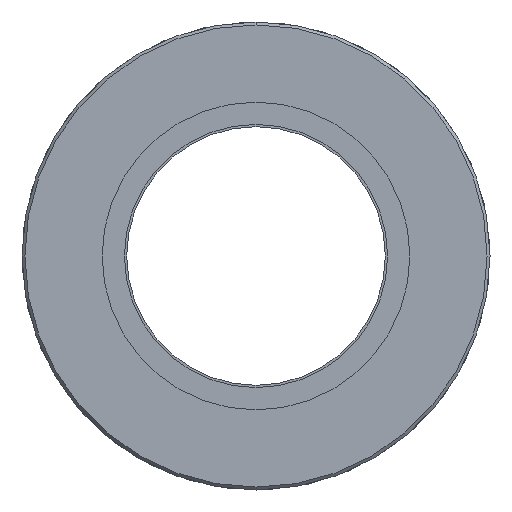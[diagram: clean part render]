
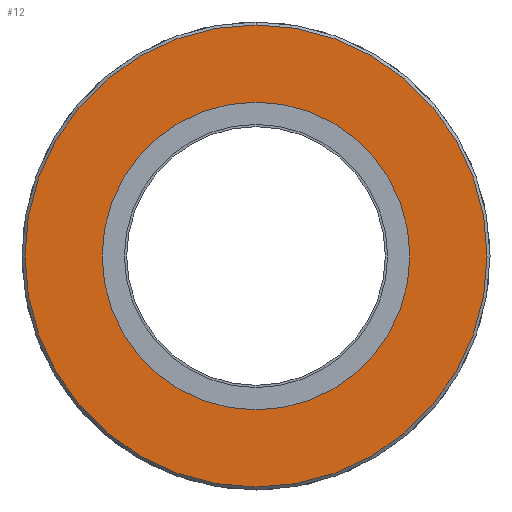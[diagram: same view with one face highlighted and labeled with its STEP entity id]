
A CAD part, front view. The second image highlights one B-rep face of the part: STEP entity #12.
In plain terms, the highlighted planar face has unit normal (0, -1, 0).
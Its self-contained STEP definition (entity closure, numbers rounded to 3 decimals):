
#12 = ADVANCED_FACE ( 'NONE', ( #226, #166 ), #236, .T. ) ;
#49 = EDGE_CURVE ( 'NONE', #293, #283, #429, .T. ) ;
#52 = EDGE_CURVE ( 'NONE', #266, #294, #93, .T. ) ;
#62 = AXIS2_PLACEMENT_3D ( 'NONE', #316, #315, #313 ) ;
#67 = CIRCLE ( 'NONE', #70, 19.75 ) ;
#70 = AXIS2_PLACEMENT_3D ( 'NONE', #732, #734, #735 ) ;
#79 = CIRCLE ( 'NONE', #83, 13.15 ) ;
#83 = AXIS2_PLACEMENT_3D ( 'NONE', #623, #626, #624 ) ;
#93 = CIRCLE ( 'NONE', #62, 13.15 ) ;
#154 = EDGE_LOOP ( 'NONE', ( #532, #555 ) ) ;
#166 = FACE_BOUND ( 'NONE', #270, .T. ) ;
#183 = DIRECTION ( 'NONE',  ( 0., -1., 0. ) ) ;
#226 = FACE_OUTER_BOUND ( 'NONE', #154, .T. ) ;
#236 = PLANE ( 'NONE',  #436 ) ;
#246 = DIRECTION ( 'NONE',  ( 0., 0., -1. ) ) ;
#256 = CARTESIAN_POINT ( 'NONE',  ( -13.15, 0., 0. ) ) ;
#266 = VERTEX_POINT ( 'NONE', #706 ) ;
#270 = EDGE_LOOP ( 'NONE', ( #513, #481 ) ) ;
#283 = VERTEX_POINT ( 'NONE', #702 ) ;
#293 = VERTEX_POINT ( 'NONE', #689 ) ;
#294 = VERTEX_POINT ( 'NONE', #724 ) ;
#313 = DIRECTION ( 'NONE',  ( 0., 0., 1. ) ) ;
#315 = DIRECTION ( 'NONE',  ( 0., 1., 0. ) ) ;
#316 = CARTESIAN_POINT ( 'NONE',  ( 0., 0., 0. ) ) ;
#321 = DIRECTION ( 'NONE',  ( 0., -1., 0. ) ) ;
#329 = DIRECTION ( 'NONE',  ( 0., 0., -1. ) ) ;
#342 = CARTESIAN_POINT ( 'NONE',  ( 0., 0., 0. ) ) ;
#402 = AXIS2_PLACEMENT_3D ( 'NONE', #342, #321, #329 ) ;
#429 = CIRCLE ( 'NONE', #402, 19.75 ) ;
#436 = AXIS2_PLACEMENT_3D ( 'NONE', #256, #183, #246 ) ;
#481 = ORIENTED_EDGE ( 'NONE', *, *, #750, .T. ) ;
#513 = ORIENTED_EDGE ( 'NONE', *, *, #52, .T. ) ;
#532 = ORIENTED_EDGE ( 'NONE', *, *, #49, .T. ) ;
#555 = ORIENTED_EDGE ( 'NONE', *, *, #740, .T. ) ;
#623 = CARTESIAN_POINT ( 'NONE',  ( 0., 0., 0. ) ) ;
#624 = DIRECTION ( 'NONE',  ( 0., 0., 1. ) ) ;
#626 = DIRECTION ( 'NONE',  ( 0., 1., 0. ) ) ;
#689 = CARTESIAN_POINT ( 'NONE',  ( 0., 0., 19.75 ) ) ;
#702 = CARTESIAN_POINT ( 'NONE',  ( 0., 0., -19.75 ) ) ;
#706 = CARTESIAN_POINT ( 'NONE',  ( 0., 0., 13.15 ) ) ;
#724 = CARTESIAN_POINT ( 'NONE',  ( 0., 0., -13.15 ) ) ;
#732 = CARTESIAN_POINT ( 'NONE',  ( 0., 0., 0. ) ) ;
#734 = DIRECTION ( 'NONE',  ( 0., -1., 0. ) ) ;
#735 = DIRECTION ( 'NONE',  ( 0., 0., -1. ) ) ;
#740 = EDGE_CURVE ( 'NONE', #283, #293, #67, .T. ) ;
#750 = EDGE_CURVE ( 'NONE', #294, #266, #79, .T. ) ;
